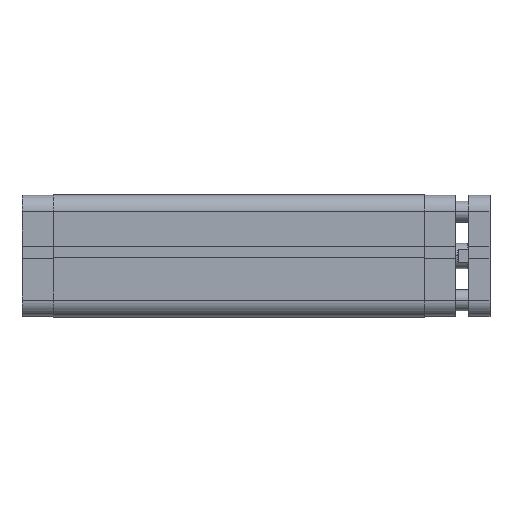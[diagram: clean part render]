
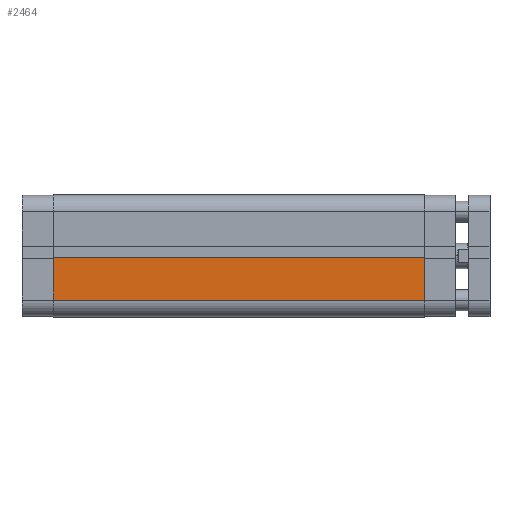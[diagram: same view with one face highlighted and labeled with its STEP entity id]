
A CAD part, top view. The second image highlights one B-rep face of the part: STEP entity #2464.
In plain terms, the highlighted face is planar.
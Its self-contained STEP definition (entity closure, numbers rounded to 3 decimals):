
#284 = EDGE_CURVE ( 'NONE', #2377, #3784, #1976, .T. ) ;
#288 = EDGE_CURVE ( 'NONE', #3784, #2911, #1973, .T. ) ;
#291 = EDGE_CURVE ( 'NONE', #2377, #6289, #1983, .T. ) ;
#292 = EDGE_CURVE ( 'NONE', #6289, #2911, #1979, .T. ) ;
#1967 = VECTOR ( 'NONE', #6831, 1000. ) ;
#1973 = LINE ( 'NONE', #6830, #1967 ) ;
#1976 = LINE ( 'NONE', #6822, #1977 ) ;
#1977 = VECTOR ( 'NONE', #6823, 1000. ) ;
#1979 = LINE ( 'NONE', #6836, #1991 ) ;
#1983 = LINE ( 'NONE', #6821, #1989 ) ;
#1989 = VECTOR ( 'NONE', #6838, 1000. ) ;
#1991 = VECTOR ( 'NONE', #6840, 1000. ) ;
#2377 = VERTEX_POINT ( 'NONE', #4236 ) ;
#2464 = ADVANCED_FACE ( 'NONE', ( #8150 ), #4599, .T. ) ;
#2911 = VERTEX_POINT ( 'NONE', #5118 ) ;
#3295 = EDGE_LOOP ( 'NONE', ( #3541, #3549, #3444, #3613 ) ) ;
#3444 = ORIENTED_EDGE ( 'NONE', *, *, #284, .T. ) ;
#3541 = ORIENTED_EDGE ( 'NONE', *, *, #292, .F. ) ;
#3549 = ORIENTED_EDGE ( 'NONE', *, *, #291, .F. ) ;
#3613 = ORIENTED_EDGE ( 'NONE', *, *, #288, .T. ) ;
#3784 = VERTEX_POINT ( 'NONE', #5461 ) ;
#4236 = CARTESIAN_POINT ( 'NONE',  ( 29., 21., 176.5 ) ) ;
#4598 = CARTESIAN_POINT ( 'NONE',  ( 29., -63.941, 176.5 ) ) ;
#4599 = PLANE ( 'NONE',  #5237 ) ;
#4601 = DIRECTION ( 'NONE',  ( 1., 0., 0. ) ) ;
#4602 = DIRECTION ( 'NONE',  ( 0., 1., 0. ) ) ;
#5118 = CARTESIAN_POINT ( 'NONE',  ( 29., 0.85, 0. ) ) ;
#5237 = AXIS2_PLACEMENT_3D ( 'NONE', #4598, #4601, #4602 ) ;
#5461 = CARTESIAN_POINT ( 'NONE',  ( 29., 0.85, 176.5 ) ) ;
#6033 = CARTESIAN_POINT ( 'NONE',  ( 29., 21., 0. ) ) ;
#6289 = VERTEX_POINT ( 'NONE', #6033 ) ;
#6821 = CARTESIAN_POINT ( 'NONE',  ( 29., 21., 176.5 ) ) ;
#6822 = CARTESIAN_POINT ( 'NONE',  ( 29., -63.941, 176.5 ) ) ;
#6823 = DIRECTION ( 'NONE',  ( 0., -1., 0. ) ) ;
#6830 = CARTESIAN_POINT ( 'NONE',  ( 29., 0.85, 176.5 ) ) ;
#6831 = DIRECTION ( 'NONE',  ( 0., 0., -1. ) ) ;
#6836 = CARTESIAN_POINT ( 'NONE',  ( 29., -63.941, 0. ) ) ;
#6838 = DIRECTION ( 'NONE',  ( 0., 0., -1. ) ) ;
#6840 = DIRECTION ( 'NONE',  ( 0., -1., 0. ) ) ;
#8150 = FACE_OUTER_BOUND ( 'NONE', #3295, .T. ) ;
